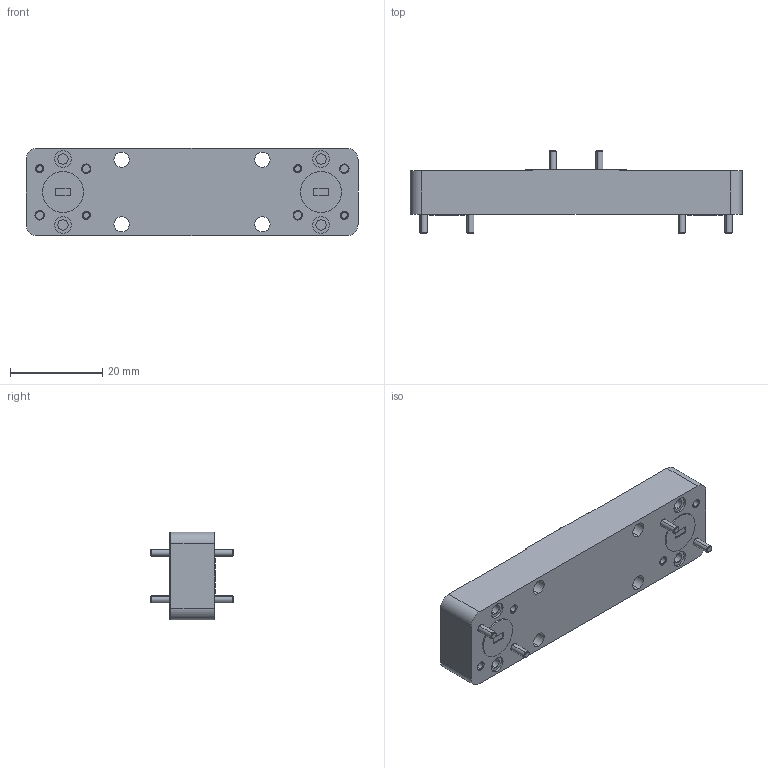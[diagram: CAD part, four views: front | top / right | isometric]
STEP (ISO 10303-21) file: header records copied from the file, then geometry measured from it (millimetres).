
FILE_DESCRIPTION (( 'STEP AP203' ), '1' );
FILE_NAME ('SWY-74384355-12-I1.STEP', '2019-06-06T00:26:56', ( '' ), ( '' ), 'SwSTEP 2.0', 'SolidWorks 2016', '' );
FILE_SCHEMA (( 'CONFIG_CONTROL_DESIGN' ));
Length unit declared in the file: inch
Products named in the file (1): SWY-74384355-12-I1
Bounding box: 71.88 x 17.78 x 19.05 mm (x, y, z)
Volume: 12388.1 mm3; surface area: 6176.1 mm2
Topology: 7 solids, 17 shells, 531 faces, 1122 edges, 672 vertices
Faces by surface type: plane 173, cylinder 172, cone 166, bspline 20
Entity records: 23175 total; most frequent: CARTESIAN_POINT 11856, DIRECTION 2434, ORIENTED_EDGE 2228, EDGE_CURVE 1114, AXIS2_PLACEMENT_3D 990, VERTEX_POINT 672, EDGE_LOOP 614, ADVANCED_FACE 531
